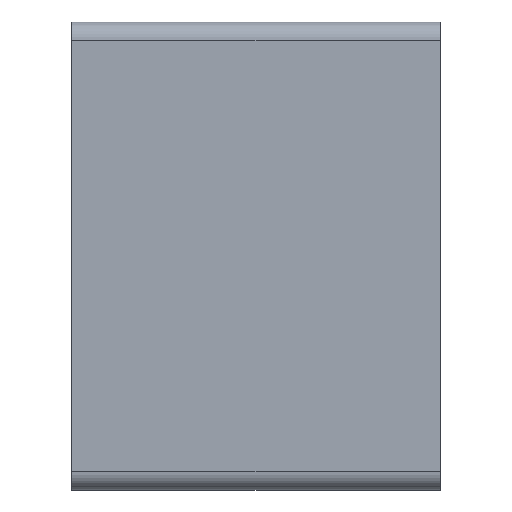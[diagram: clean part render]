
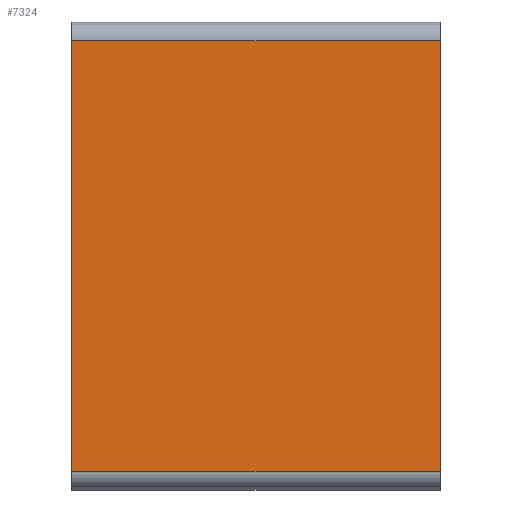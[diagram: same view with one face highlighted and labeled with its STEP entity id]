
A CAD part, left-side view. The second image highlights one B-rep face of the part: STEP entity #7324.
In plain terms, the highlighted planar face has unit normal (-1, 0, 0).
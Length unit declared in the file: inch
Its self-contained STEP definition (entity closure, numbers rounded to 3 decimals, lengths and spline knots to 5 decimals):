
#317 = CARTESIAN_POINT ( 'NONE',  ( 0.07372, 1.06445, -2.24784 ) ) ;
#337 = CARTESIAN_POINT ( 'NONE',  ( 0.07372, 0.47395, -0.86784 ) ) ;
#462 = FACE_OUTER_BOUND ( 'NONE', #15320, .T. ) ;
#487 = VECTOR ( 'NONE', #32930, 39.37008 ) ;
#657 = DIRECTION ( 'NONE',  ( 0., 0., 1. ) ) ;
#691 = LINE ( 'NONE', #17595, #21229 ) ;
#738 = VERTEX_POINT ( 'NONE', #7085 ) ;
#3033 = LINE ( 'NONE', #317, #9865 ) ;
#3177 = PLANE ( 'NONE',  #33000 ) ;
#3267 = DIRECTION ( 'NONE',  ( 0., -1., 0. ) ) ;
#4312 = ORIENTED_EDGE ( 'NONE', *, *, #15769, .T. ) ;
#4853 = CARTESIAN_POINT ( 'NONE',  ( 0.07372, 1.65495, -2.24784 ) ) ;
#5511 = VERTEX_POINT ( 'NONE', #4853 ) ;
#5797 = EDGE_CURVE ( 'NONE', #5511, #738, #3033, .T. ) ;
#6093 = CARTESIAN_POINT ( 'NONE',  ( 0.07372, 0.47395, -1.55784 ) ) ;
#7069 = CARTESIAN_POINT ( 'NONE',  ( 0.07372, 1.65495, -0.86784 ) ) ;
#7085 = CARTESIAN_POINT ( 'NONE',  ( 0.07372, 0.47395, -2.24784 ) ) ;
#7324 = ADVANCED_FACE ( 'NONE', ( #462 ), #3177, .T. ) ;
#8144 = VERTEX_POINT ( 'NONE', #7069 ) ;
#9370 = EDGE_CURVE ( 'NONE', #5511, #8144, #31112, .T. ) ;
#9865 = VECTOR ( 'NONE', #3267, 39.37008 ) ;
#10264 = EDGE_CURVE ( 'NONE', #8144, #28283, #691, .T. ) ;
#10664 = CARTESIAN_POINT ( 'NONE',  ( 0.07372, 0.47395, -0.86784 ) ) ;
#15320 = EDGE_LOOP ( 'NONE', ( #4312, #23875, #27121, #28067 ) ) ;
#15769 = EDGE_CURVE ( 'NONE', #738, #28283, #30757, .T. ) ;
#17595 = CARTESIAN_POINT ( 'NONE',  ( 0.07372, 1.06445, -0.86784 ) ) ;
#17711 = DIRECTION ( 'NONE',  ( 0., -1., 0. ) ) ;
#21229 = VECTOR ( 'NONE', #17711, 39.37008 ) ;
#22172 = DIRECTION ( 'NONE',  ( -1., 0., 0. ) ) ;
#23875 = ORIENTED_EDGE ( 'NONE', *, *, #10264, .F. ) ;
#23892 = VECTOR ( 'NONE', #657, 39.37008 ) ;
#24908 = DIRECTION ( 'NONE',  ( 0., 1., 0. ) ) ;
#27121 = ORIENTED_EDGE ( 'NONE', *, *, #9370, .F. ) ;
#27234 = CARTESIAN_POINT ( 'NONE',  ( 0.07372, 1.65495, -0.80784 ) ) ;
#28067 = ORIENTED_EDGE ( 'NONE', *, *, #5797, .T. ) ;
#28283 = VERTEX_POINT ( 'NONE', #10664 ) ;
#30757 = LINE ( 'NONE', #6093, #487 ) ;
#31112 = LINE ( 'NONE', #27234, #23892 ) ;
#32930 = DIRECTION ( 'NONE',  ( 0., 0., 1. ) ) ;
#33000 = AXIS2_PLACEMENT_3D ( 'NONE', #337, #22172, #24908 ) ;
